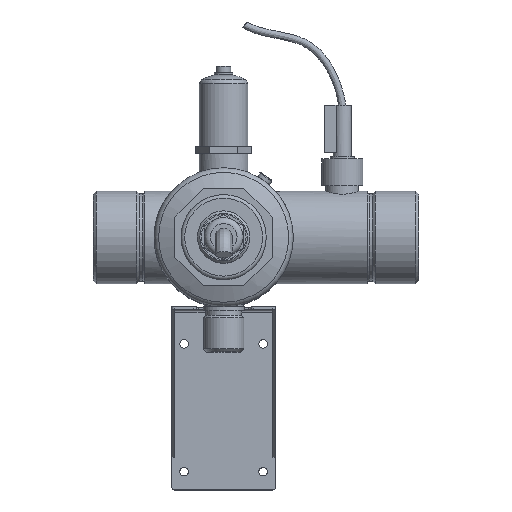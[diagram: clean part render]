
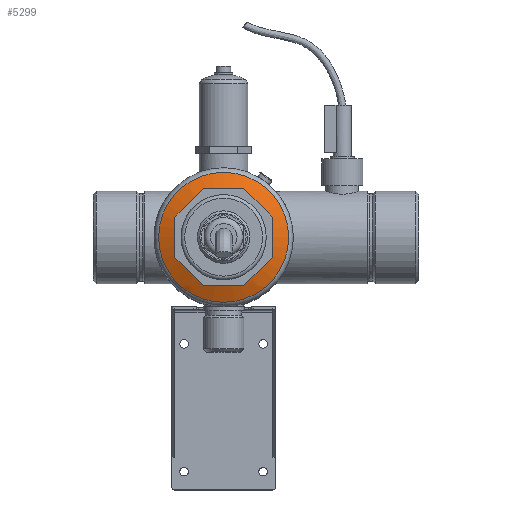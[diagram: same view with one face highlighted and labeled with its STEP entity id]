
A CAD part, top view. The second image highlights one B-rep face of the part: STEP entity #5299.
In plain terms, the highlighted spherical face has radius 114.3 mm.
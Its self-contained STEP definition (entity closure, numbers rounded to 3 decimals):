
#1145 = DIRECTION ( 'NONE',  ( 1., 0., 0. ) ) ;
#1498 = FACE_OUTER_BOUND ( 'NONE', #6003, .T. ) ;
#2275 = CARTESIAN_POINT ( 'NONE',  ( 0., 0., 220.183 ) ) ;
#3344 = CARTESIAN_POINT ( 'NONE',  ( 0., 0., 111.7 ) ) ;
#3400 = ORIENTED_EDGE ( 'NONE', *, *, #12041, .T. ) ;
#3583 = CIRCLE ( 'NONE', #5249, 53.422 ) ;
#4470 = SPHERICAL_SURFACE ( 'NONE', #6829, 114.3 ) ;
#5249 = AXIS2_PLACEMENT_3D ( 'NONE', #9970, #11001, #7596 ) ;
#5299 = ADVANCED_FACE ( 'NONE', ( #1498, #10376 ), #4470, .T. ) ;
#5319 = CARTESIAN_POINT ( 'NONE',  ( -53.422, 0., 212.748 ) ) ;
#5614 = VERTEX_POINT ( 'NONE', #5319 ) ;
#6003 = EDGE_LOOP ( 'NONE', ( #3400 ) ) ;
#6315 = VERTEX_POINT ( 'NONE', #9799 ) ;
#6829 = AXIS2_PLACEMENT_3D ( 'NONE', #3344, #1145, #10050 ) ;
#7596 = DIRECTION ( 'NONE',  ( -1., 0., 0. ) ) ;
#7729 = DIRECTION ( 'NONE',  ( -1., 0., 0. ) ) ;
#8994 = DIRECTION ( 'NONE',  ( 0., 0., -1. ) ) ;
#9799 = CARTESIAN_POINT ( 'NONE',  ( -36., 0., 220.183 ) ) ;
#9970 = CARTESIAN_POINT ( 'NONE',  ( 0., 0., 212.748 ) ) ;
#10050 = DIRECTION ( 'NONE',  ( 0., 1., 0. ) ) ;
#10376 = FACE_OUTER_BOUND ( 'NONE', #12323, .T. ) ;
#10861 = ORIENTED_EDGE ( 'NONE', *, *, #11458, .F. ) ;
#11001 = DIRECTION ( 'NONE',  ( 0., 0., -1. ) ) ;
#11027 = CIRCLE ( 'NONE', #11624, 36. ) ;
#11458 = EDGE_CURVE ( 'NONE', #5614, #5614, #3583, .T. ) ;
#11624 = AXIS2_PLACEMENT_3D ( 'NONE', #2275, #8994, #7729 ) ;
#12041 = EDGE_CURVE ( 'NONE', #6315, #6315, #11027, .T. ) ;
#12323 = EDGE_LOOP ( 'NONE', ( #10861 ) ) ;
